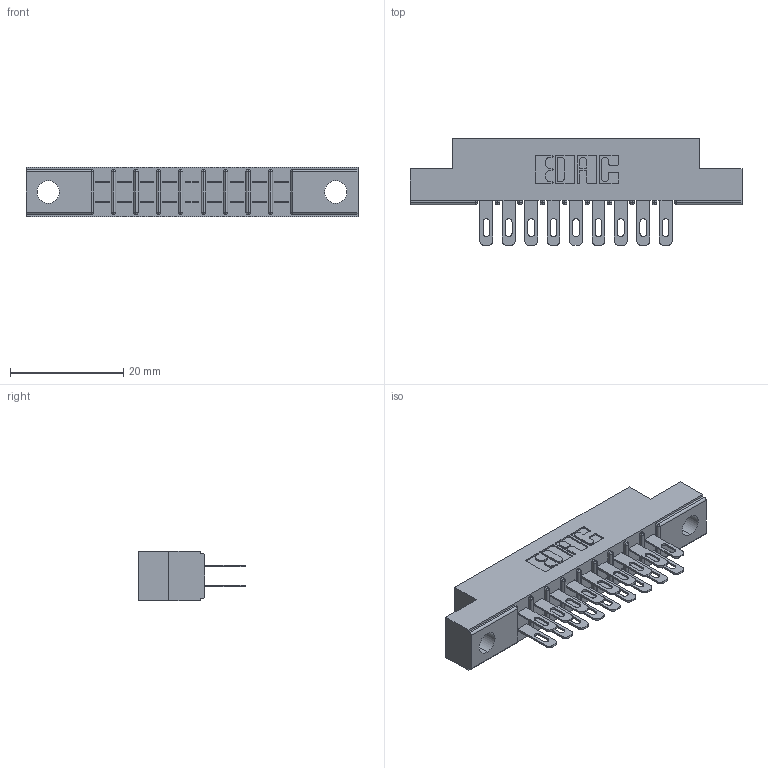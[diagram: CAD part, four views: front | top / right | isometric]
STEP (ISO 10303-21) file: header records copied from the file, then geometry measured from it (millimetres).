
FILE_DESCRIPTION (( 'STEP AP203' ), '1' );
FILE_NAME ('355-018-500-504.STEP', '2019-09-11T02:29:14', ( '' ), ( '' ), 'SwSTEP 2.0', 'SolidWorks 2016', '' );
FILE_SCHEMA (( 'CONFIG_CONTROL_DESIGN' ));
Length unit declared in the file: inch
Products named in the file (3): 355-018-500-504; 305-290-001_500; 305 Part_.156 Dia
Assembly tree (19 placements, depth 2):
  355-018-500-504
    305 Part_.156 Dia
    305-290-001_500  x18
Bounding box: 58.67 x 18.85 x 8.71 mm (x, y, z)
Volume: 3517 mm3; surface area: 6397.2 mm2
Topology: 19 solids, 19 shells, 1030 faces, 2935 edges, 1906 vertices
Faces by surface type: plane 586, cylinder 408, sphere 36
Entity records: 14202 total; most frequent: CARTESIAN_POINT 2355, ORIENTED_EDGE 2330, DIRECTION 2299, EDGE_CURVE 1165, VECTOR 911, LINE 911, VERTEX_POINT 750, AXIS2_PLACEMENT_3D 694
